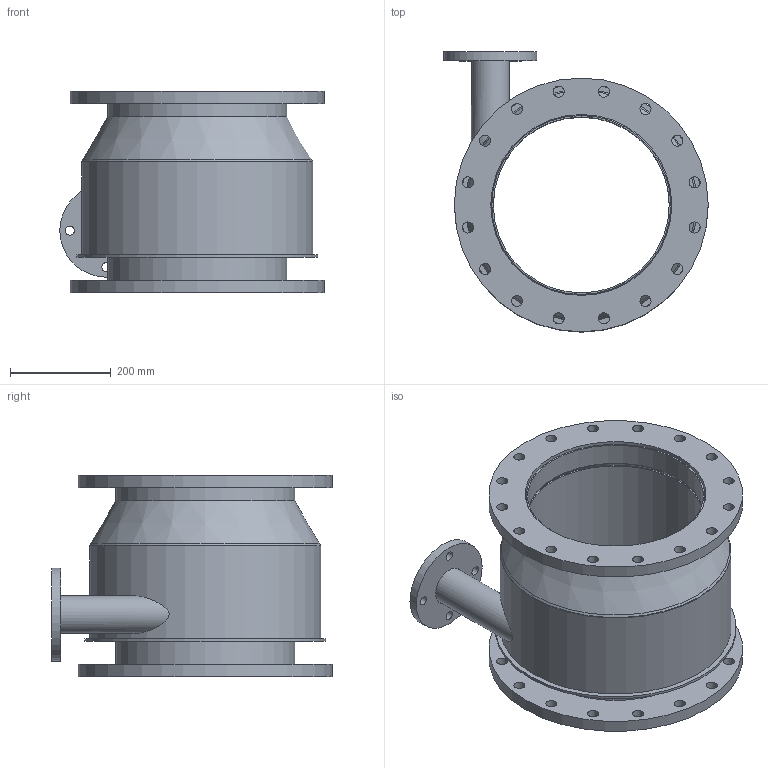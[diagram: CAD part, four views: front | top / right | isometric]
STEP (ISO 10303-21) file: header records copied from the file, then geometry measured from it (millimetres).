
FILE_DESCRIPTION(/* description */ (''),/* implementation_level */ '2;1');
FILE_NAME(/* name */ '3909 WI 14.stp',/* time_stamp */ '2015-04-02T14:06:31+02:00',/* author */ ('Tekenkamer'),/* organization */ (''),/* preprocessor_version */ 'ST-DEVELOPER v15.6',/* originating_system */ 'Autodesk Inventor 2015',/* authorisation */ '');
FILE_SCHEMA (('AUTOMOTIVE_DESIGN { 1 0 10303 214 3 1 1 }'));
Length unit declared in the file: millimetre
Products named in the file (1): 3909 WI 14
Bounding box: 526 x 557.5 x 400 mm (x, y, z)
Volume: 7648285.6 mm3; surface area: 2552768.8 mm2
Topology: 9 solids, 9 shells, 72 faces, 164 edges, 109 vertices
Faces by surface type: cylinder 53, plane 16, cone 3
Full cylindrical faces by diameter (mm): 18 x4, 22 x32, 69 x1, 75 x1, 77 x1, 185 x1, 350 x2, 356 x2, 358 x1, 360 x2, 454 x1, 460 x1, 480 x1, 505 x2
Entity records: 2149 total; most frequent: CARTESIAN_POINT 429, DIRECTION 360, ORIENTED_EDGE 218, EDGE_LOOP 216, AXIS2_PLACEMENT_3D 180, FACE_BOUND 144, VERTEX_POINT 109, EDGE_CURVE 109
